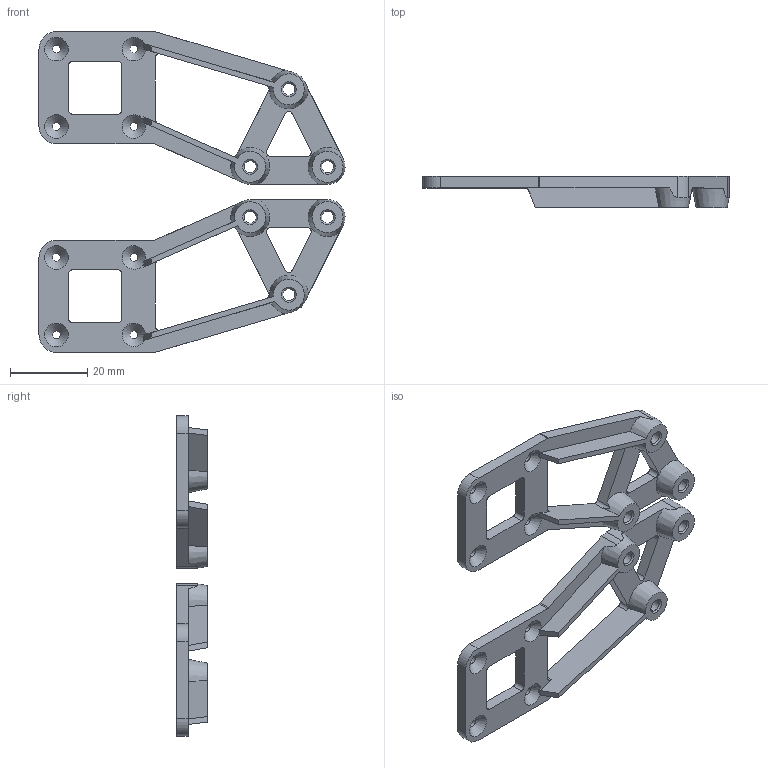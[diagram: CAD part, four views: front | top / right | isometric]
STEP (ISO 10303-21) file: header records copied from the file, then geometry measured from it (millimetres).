
FILE_DESCRIPTION(/* description */ (''),/* implementation_level */ '2;1');
FILE_NAME(/* name */ 'drilling_helper.step',/* time_stamp */ '2018-02-06T08:32:45+01:00',/* author */ (''),/* organization */ (''),/* preprocessor_version */ 'ST-DEVELOPER v16.13',/* originating_system */ 'Autodesk Translation Framework v6.5.0.72',/* authorisation */ '');
FILE_SCHEMA (('AUTOMOTIVE_DESIGN { 1 0 10303 214 3 1 1 }'));
Length unit declared in the file: millimetre
Products named in the file (3): drilling_helpers; drilling_helper; drilling_helper(Mirror)
Assembly tree (2 placements, depth 2):
  drilling_helpers
    drilling_helper
    drilling_helper(Mirror)
Bounding box: 79 x 8 x 82.8 mm (x, y, z)
Volume: 10672.6 mm3; surface area: 10366.3 mm2
Topology: 2 solids, 2 shells, 138 faces, 398 edges, 258 vertices
Faces by surface type: plane 62, cylinder 50, cone 26
Full cylindrical faces by diameter (mm): 2.08 x8, 3.1 x6
Entity records: 4713 total; most frequent: CARTESIAN_POINT 897, ORIENTED_EDGE 796, DIRECTION 794, EDGE_CURVE 398, AXIS2_PLACEMENT_3D 287, VERTEX_POINT 258, LINE 220, VECTOR 220
